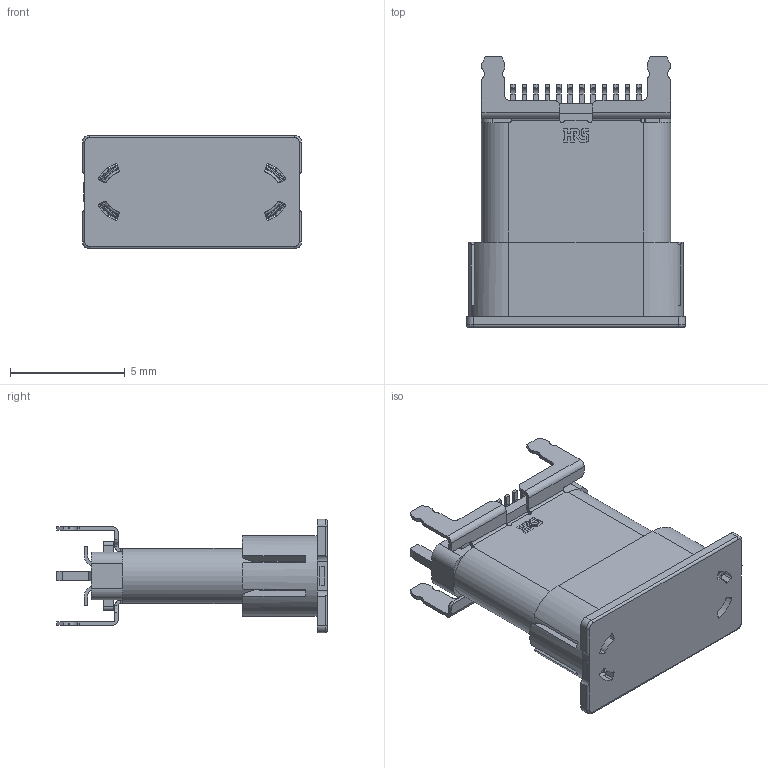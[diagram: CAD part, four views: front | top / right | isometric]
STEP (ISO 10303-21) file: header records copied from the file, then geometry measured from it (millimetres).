
FILE_DESCRIPTION(('Creo Elements/Direct Modeling STEP Export'),'2;1');
FILE_NAME('CX81B-24S1.stp','2024-04-02T 9:04:01',(''),(''),'Creo Elements/Direct Modeling STEP processor for AP214 (Solid Model)','Creo Elements/Direct Modeling 19.0G 27-Nov-2017 (C) Parametric Technology GmbH','');
FILE_SCHEMA(('AUTOMOTIVE_DESIGN { 1 0 10303 214 1 1 1 1 }'));
Length unit declared in the file: millimetre
Products named in the file (6): CX81B-24S1-375070.PRT; CX81B-24S1-375400.ASM; 05_CAP__X2_BCC0ACBD_X0_1_PRT.PRT; CAP.ASM; CX81B-24S1_3D_STP.ASM; CX81B-24S1_3D.STP
Assembly tree (5 placements, depth 4):
  CX81B-24S1_3D.STP
    CX81B-24S1_3D_STP.ASM
      CAP.ASM
        05_CAP__X2_BCC0ACBD_X0_1_PRT.PRT
      CX81B-24S1-375400.ASM
        CX81B-24S1-375070.PRT
Bounding box: 9.55 x 11.8 x 4.95 mm (x, y, z)
Volume: 201 mm3; surface area: 724 mm2
Topology: 2 solids, 2 shells, 1099 faces, 2990 edges, 1954 vertices
Faces by surface type: plane 753, cylinder 294, torus 32, cone 20
Entity records: 36975 total; most frequent: CARTESIAN_POINT 6459, ORIENTED_EDGE 5980, DIRECTION 5836, EDGE_CURVE 2990, VECTOR 2250, LINE 2250, VERTEX_POINT 1954, AXIS2_PLACEMENT_3D 1793
